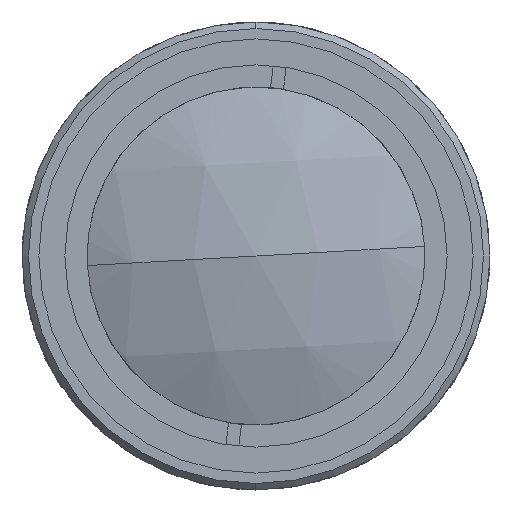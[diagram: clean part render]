
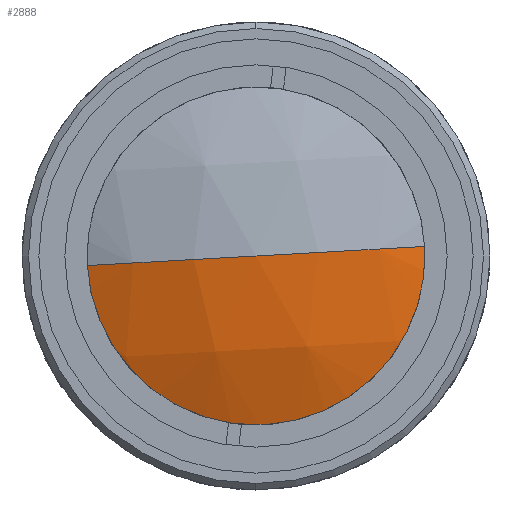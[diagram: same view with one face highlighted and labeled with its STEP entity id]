
A CAD part, left-side view. The second image highlights one B-rep face of the part: STEP entity #2888.
In plain terms, the highlighted spherical face has radius 34.13 mm.
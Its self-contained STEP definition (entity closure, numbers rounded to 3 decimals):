
#110 = DIRECTION ( 'NONE',  ( -1., 0., 0. ) ) ;
#232 = DIRECTION ( 'NONE',  ( 0., 0.998, -0.057 ) ) ;
#360 = CARTESIAN_POINT ( 'NONE',  ( 42.13, 0., 0. ) ) ;
#448 = VERTEX_POINT ( 'NONE', #4428 ) ;
#477 = CARTESIAN_POINT ( 'NONE',  ( 11.003, 13.977, -0.794 ) ) ;
#704 = EDGE_CURVE ( 'NONE', #1651, #1267, #909, .T. ) ;
#793 = CARTESIAN_POINT ( 'NONE',  ( 11.003, 0., 0. ) ) ;
#900 = AXIS2_PLACEMENT_3D ( 'NONE', #360, #4296, #2100 ) ;
#909 = CIRCLE ( 'NONE', #2925, 14. ) ;
#1064 = CIRCLE ( 'NONE', #2994, 34.13 ) ;
#1164 = DIRECTION ( 'NONE',  ( 0., 0.057, 0.998 ) ) ;
#1267 = VERTEX_POINT ( 'NONE', #3972 ) ;
#1327 = EDGE_CURVE ( 'NONE', #1651, #448, #1064, .T. ) ;
#1445 = FACE_OUTER_BOUND ( 'NONE', #3176, .T. ) ;
#1601 = DIRECTION ( 'NONE',  ( 0., -0.057, -0.998 ) ) ;
#1651 = VERTEX_POINT ( 'NONE', #477 ) ;
#1925 = AXIS2_PLACEMENT_3D ( 'NONE', #2714, #1601, #232 ) ;
#2049 = ORIENTED_EDGE ( 'NONE', *, *, #1327, .F. ) ;
#2100 = DIRECTION ( 'NONE',  ( 0., 0.998, -0.057 ) ) ;
#2491 = ORIENTED_EDGE ( 'NONE', *, *, #704, .T. ) ;
#2623 = ORIENTED_EDGE ( 'NONE', *, *, #4091, .T. ) ;
#2714 = CARTESIAN_POINT ( 'NONE',  ( 42.13, 0., 0. ) ) ;
#2745 = DIRECTION ( 'NONE',  ( 0., 0.057, 0.998 ) ) ;
#2888 = ADVANCED_FACE ( 'NONE', ( #1445 ), #3894, .T. ) ;
#2925 = AXIS2_PLACEMENT_3D ( 'NONE', #793, #110, #1164 ) ;
#2994 = AXIS2_PLACEMENT_3D ( 'NONE', #3536, #2745, #3566 ) ;
#3176 = EDGE_LOOP ( 'NONE', ( #2491, #2623, #2049 ) ) ;
#3536 = CARTESIAN_POINT ( 'NONE',  ( 42.13, 0., 0. ) ) ;
#3566 = DIRECTION ( 'NONE',  ( 0., -0.998, 0.057 ) ) ;
#3894 = SPHERICAL_SURFACE ( 'NONE', #900, 34.13 ) ;
#3972 = CARTESIAN_POINT ( 'NONE',  ( 11.003, -13.977, 0.794 ) ) ;
#4091 = EDGE_CURVE ( 'NONE', #1267, #448, #4164, .T. ) ;
#4164 = CIRCLE ( 'NONE', #1925, 34.13 ) ;
#4296 = DIRECTION ( 'NONE',  ( 0., -0.057, -0.998 ) ) ;
#4428 = CARTESIAN_POINT ( 'NONE',  ( 8., 0., 0. ) ) ;
